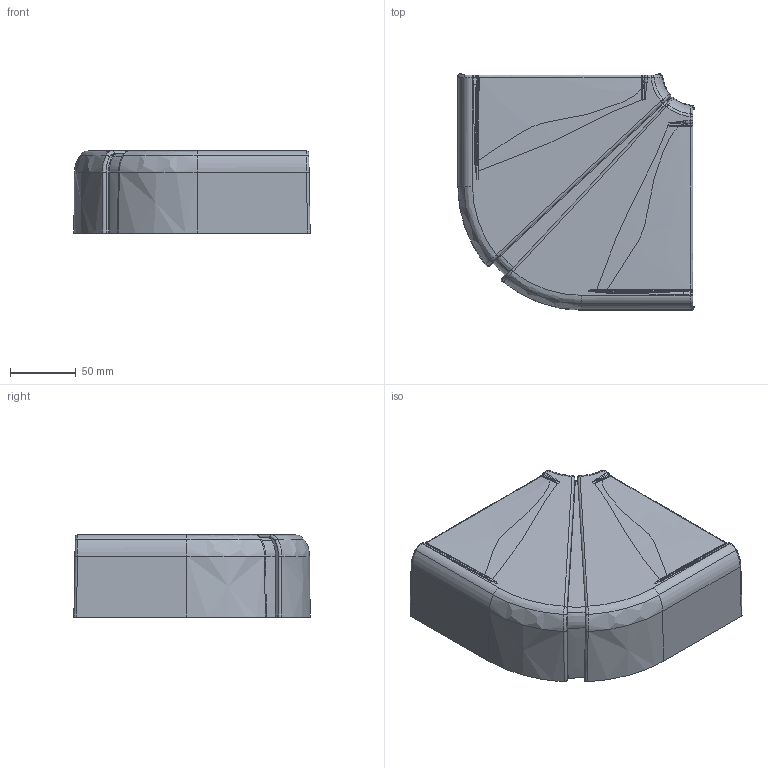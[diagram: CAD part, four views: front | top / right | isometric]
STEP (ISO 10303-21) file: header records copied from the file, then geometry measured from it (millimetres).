
FILE_DESCRIPTION (( 'STEP AP214' ), '1' );
FILE_NAME ('CKK-40D-P-150-060-K01 Ïëîñêèé èçìåíÿåìûé óãîë äëÿ Ê.Ê. Ïðàéìåð 150õ60.STEP', '2016-07-18T07:48:25', ( '' ), ( '' ), 'SwSTEP 2.0', 'SolidWorks 2014', '' );
FILE_SCHEMA (( 'AUTOMOTIVE_DESIGN' ));
Length unit declared in the file: millimetre
Products named in the file (1): CKK-40D-P-150-060-K01 Ïëîñêèé èçìåíÿåìûé óãîë äëÿ Ê.Ê. Ïðàéìåð 150õ60
Bounding box: 179.86 x 179.86 x 62.54 mm (x, y, z)
Volume: 102801.7 mm3; surface area: 105486 mm2
Topology: 2 solids, 2 shells, 398 faces, 1110 edges, 702 vertices
Faces by surface type: bspline 241, plane 117, cylinder 32, cone 8
Entity records: 34903 total; most frequent: CARTESIAN_POINT 26978, ORIENTED_EDGE 2188, EDGE_CURVE 1094, DIRECTION 727, B_SPLINE_CURVE_WITH_KNOTS 727, VERTEX_POINT 702, EDGE_LOOP 400, ADVANCED_FACE 398
